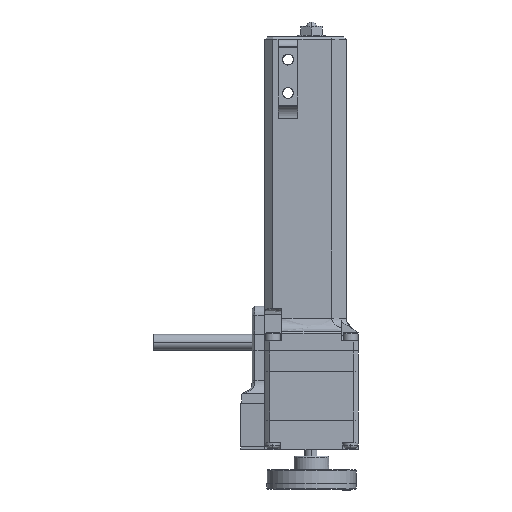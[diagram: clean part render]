
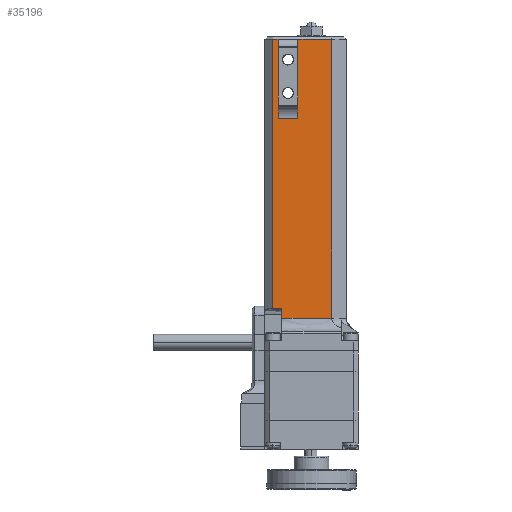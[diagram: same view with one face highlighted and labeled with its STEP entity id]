
A CAD part, left-side view. The second image highlights one B-rep face of the part: STEP entity #35196.
In plain terms, the highlighted planar face has unit normal (-1, 0, 0).
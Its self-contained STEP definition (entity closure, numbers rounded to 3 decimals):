
#1086 = LINE ( 'NONE', #16849, #3548 ) ;
#1594 = VECTOR ( 'NONE', #24493, 1000. ) ;
#1695 = VERTEX_POINT ( 'NONE', #5420 ) ;
#2752 = CARTESIAN_POINT ( 'NONE',  ( -114.633, -250.97, 24.007 ) ) ;
#3257 = EDGE_CURVE ( 'NONE', #15146, #19256, #35844, .T. ) ;
#3405 = CARTESIAN_POINT ( 'NONE',  ( -114.633, -232.37, 27.507 ) ) ;
#3548 = VECTOR ( 'NONE', #28394, 1000. ) ;
#3756 = DIRECTION ( 'NONE',  ( 0., -0.707, 0.707 ) ) ;
#4398 = CARTESIAN_POINT ( 'NONE',  ( -114.633, -228.97, 128.007 ) ) ;
#5372 = VECTOR ( 'NONE', #29264, 1000. ) ;
#5420 = CARTESIAN_POINT ( 'NONE',  ( -114.633, -232.37, 24.007 ) ) ;
#5597 = EDGE_CURVE ( 'NONE', #34053, #1695, #16721, .T. ) ;
#5890 = LINE ( 'NONE', #18211, #1594 ) ;
#6205 = ORIENTED_EDGE ( 'NONE', *, *, #8618, .T. ) ;
#6400 = DIRECTION ( 'NONE',  ( -1., 0., 0. ) ) ;
#6455 = EDGE_CURVE ( 'NONE', #19256, #36397, #5890, .T. ) ;
#6793 = CARTESIAN_POINT ( 'NONE',  ( -114.633, -228.97, 27.507 ) ) ;
#6794 = CARTESIAN_POINT ( 'NONE',  ( -114.633, -230.97, 98.47 ) ) ;
#7104 = DIRECTION ( 'NONE',  ( 0., 1., 0. ) ) ;
#8519 = DIRECTION ( 'NONE',  ( 0., 1., 0. ) ) ;
#8536 = DIRECTION ( 'NONE',  ( 0., 0., -1. ) ) ;
#8618 = EDGE_CURVE ( 'NONE', #23239, #20043, #39174, .T. ) ;
#8686 = EDGE_LOOP ( 'NONE', ( #12584, #22316, #26457, #22678, #25039, #28985, #17001, #17875, #6205, #32050 ) ) ;
#8835 = DIRECTION ( 'NONE',  ( 0., 0., 1. ) ) ;
#8933 = CARTESIAN_POINT ( 'NONE',  ( -114.633, -228.97, 128.007 ) ) ;
#9634 = VECTOR ( 'NONE', #22050, 1000. ) ;
#10752 = CARTESIAN_POINT ( 'NONE',  ( -114.633, -232.37, 27.507 ) ) ;
#10965 = VECTOR ( 'NONE', #8519, 1000. ) ;
#11081 = CARTESIAN_POINT ( 'NONE',  ( -114.633, -250.97, 128.007 ) ) ;
#11767 = LINE ( 'NONE', #8933, #18004 ) ;
#12442 = LINE ( 'NONE', #24186, #19789 ) ;
#12584 = ORIENTED_EDGE ( 'NONE', *, *, #3257, .T. ) ;
#13685 = CARTESIAN_POINT ( 'NONE',  ( -114.633, -232.37, 27.507 ) ) ;
#14673 = VECTOR ( 'NONE', #32117, 1000. ) ;
#14883 = CARTESIAN_POINT ( 'NONE',  ( -114.633, -238.37, 128.007 ) ) ;
#14979 = AXIS2_PLACEMENT_3D ( 'NONE', #31487, #6400, #3756 ) ;
#15146 = VERTEX_POINT ( 'NONE', #25709 ) ;
#16721 = LINE ( 'NONE', #13685, #5372 ) ;
#16849 = CARTESIAN_POINT ( 'NONE',  ( -114.633, -230.97, 128.007 ) ) ;
#17001 = ORIENTED_EDGE ( 'NONE', *, *, #27028, .F. ) ;
#17875 = ORIENTED_EDGE ( 'NONE', *, *, #22969, .T. ) ;
#18004 = VECTOR ( 'NONE', #8536, 1000. ) ;
#18133 = VERTEX_POINT ( 'NONE', #4398 ) ;
#18211 = CARTESIAN_POINT ( 'NONE',  ( -114.633, -230.97, 98.47 ) ) ;
#18316 = EDGE_CURVE ( 'NONE', #36397, #18133, #1086, .T. ) ;
#18343 = VECTOR ( 'NONE', #8835, 1000. ) ;
#19031 = LINE ( 'NONE', #10752, #37260 ) ;
#19128 = PLANE ( 'NONE',  #14979 ) ;
#19256 = VERTEX_POINT ( 'NONE', #6794 ) ;
#19789 = VECTOR ( 'NONE', #33509, 1000. ) ;
#20043 = VERTEX_POINT ( 'NONE', #14883 ) ;
#21969 = FACE_OUTER_BOUND ( 'NONE', #8686, .T. ) ;
#22050 = DIRECTION ( 'NONE',  ( 0., 0., -1. ) ) ;
#22316 = ORIENTED_EDGE ( 'NONE', *, *, #6455, .T. ) ;
#22400 = VERTEX_POINT ( 'NONE', #25027 ) ;
#22542 = CARTESIAN_POINT ( 'NONE',  ( -114.633, -250.97, 128.007 ) ) ;
#22678 = ORIENTED_EDGE ( 'NONE', *, *, #36944, .T. ) ;
#22969 = EDGE_CURVE ( 'NONE', #22400, #23239, #36152, .T. ) ;
#23239 = VERTEX_POINT ( 'NONE', #22542 ) ;
#24186 = CARTESIAN_POINT ( 'NONE',  ( -114.633, -250.97, 24.007 ) ) ;
#24493 = DIRECTION ( 'NONE',  ( 0., 0., 1. ) ) ;
#25027 = CARTESIAN_POINT ( 'NONE',  ( -114.633, -250.97, 24.007 ) ) ;
#25039 = ORIENTED_EDGE ( 'NONE', *, *, #25474, .F. ) ;
#25084 = LINE ( 'NONE', #28118, #9634 ) ;
#25474 = EDGE_CURVE ( 'NONE', #34053, #35136, #19031, .T. ) ;
#25709 = CARTESIAN_POINT ( 'NONE',  ( -114.633, -238.37, 98.47 ) ) ;
#26457 = ORIENTED_EDGE ( 'NONE', *, *, #18316, .T. ) ;
#26709 = CARTESIAN_POINT ( 'NONE',  ( -114.633, -238.37, 98.47 ) ) ;
#27028 = EDGE_CURVE ( 'NONE', #22400, #1695, #12442, .T. ) ;
#28118 = CARTESIAN_POINT ( 'NONE',  ( -114.633, -238.37, 128.007 ) ) ;
#28394 = DIRECTION ( 'NONE',  ( 0., 1., 0. ) ) ;
#28985 = ORIENTED_EDGE ( 'NONE', *, *, #5597, .T. ) ;
#29264 = DIRECTION ( 'NONE',  ( 0., 0., -1. ) ) ;
#30296 = EDGE_CURVE ( 'NONE', #20043, #15146, #25084, .T. ) ;
#31487 = CARTESIAN_POINT ( 'NONE',  ( -114.633, -260.97, 24.007 ) ) ;
#32050 = ORIENTED_EDGE ( 'NONE', *, *, #30296, .T. ) ;
#32117 = DIRECTION ( 'NONE',  ( 0., 1., 0. ) ) ;
#33509 = DIRECTION ( 'NONE',  ( 0., 1., 0. ) ) ;
#34053 = VERTEX_POINT ( 'NONE', #3405 ) ;
#35136 = VERTEX_POINT ( 'NONE', #6793 ) ;
#35196 = ADVANCED_FACE ( 'NONE', ( #21969 ), #19128, .T. ) ;
#35844 = LINE ( 'NONE', #26709, #10965 ) ;
#36152 = LINE ( 'NONE', #2752, #18343 ) ;
#36397 = VERTEX_POINT ( 'NONE', #36871 ) ;
#36871 = CARTESIAN_POINT ( 'NONE',  ( -114.633, -230.97, 128.007 ) ) ;
#36944 = EDGE_CURVE ( 'NONE', #18133, #35136, #11767, .T. ) ;
#37260 = VECTOR ( 'NONE', #7104, 1000. ) ;
#39174 = LINE ( 'NONE', #11081, #14673 ) ;
